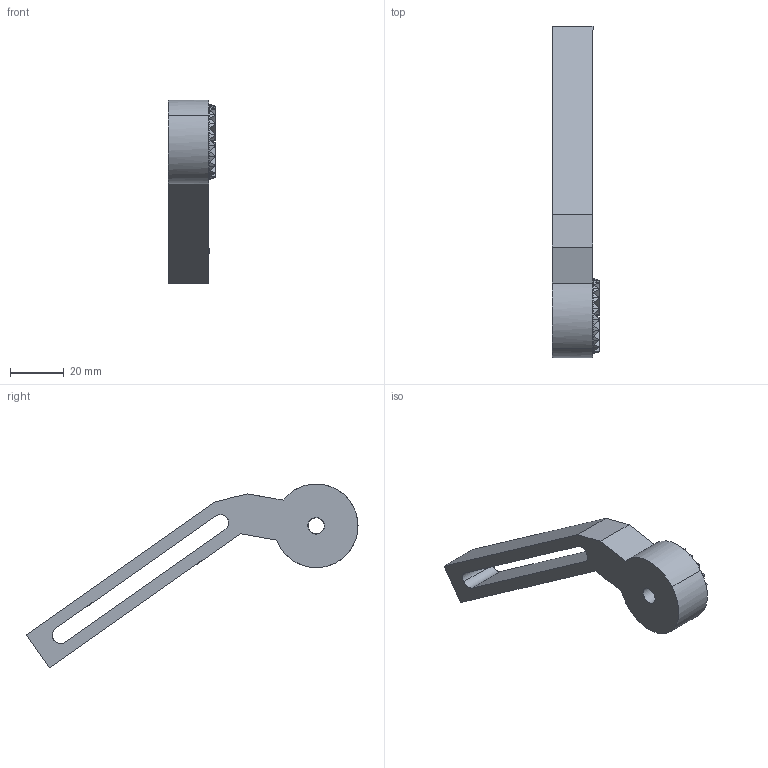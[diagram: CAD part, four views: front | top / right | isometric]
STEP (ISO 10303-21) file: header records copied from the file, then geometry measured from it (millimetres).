
FILE_DESCRIPTION(('HOOPS Exchange Step'),'2;1');
FILE_NAME('temp_export','2023-02-14T08:06:10+01:00',('Peter'),('Shapr3D Limited'),'HOOPS Exchange 2022.2','Shapr3D','Authorized');
FILE_SCHEMA( ('AUTOMOTIVE_DESIGN { 1 0 10303 214 1 1 1 1 }') );
Length unit declared in the file: millimetre
Products named in the file (2): Teeth.step; root
Assembly tree (1 placements, depth 2):
  root
    Teeth.step
Bounding box: 17.56 x 123.02 x 68.16 mm (x, y, z)
Volume: 27827.3 mm3; surface area: 12812.4 mm2
Topology: 2 solids, 2 shells, 159 faces, 425 edges, 230 vertices
Faces by surface type: cone 80, bspline 61, plane 10, cylinder 7, extrusion 1
Full cylindrical faces by diameter (mm): 6 x1, 27.8 x1
Entity records: 8850 total; most frequent: CARTESIAN_POINT 5628, ORIENTED_EDGE 772, DIRECTION 475, EDGE_CURVE 386, VERTEX_POINT 230, B_SPLINE_CURVE_WITH_KNOTS 206, AXIS2_PLACEMENT_3D 194, EDGE_LOOP 164
